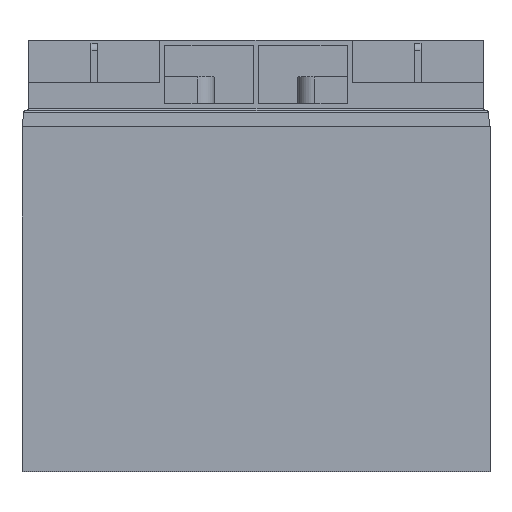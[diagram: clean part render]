
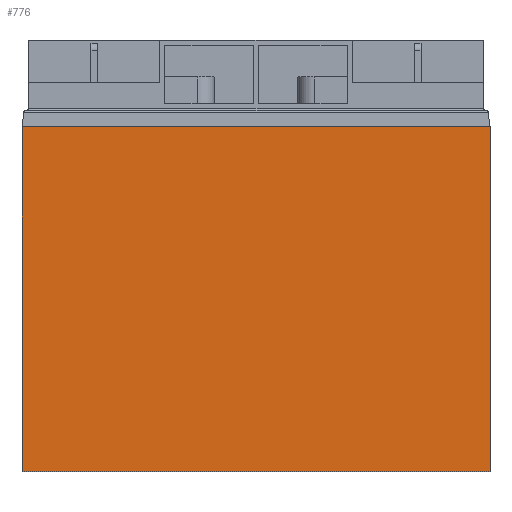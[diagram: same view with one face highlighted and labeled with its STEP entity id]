
A CAD part, top view. The second image highlights one B-rep face of the part: STEP entity #776.
In plain terms, the highlighted planar face has unit normal (0, 0, 1).
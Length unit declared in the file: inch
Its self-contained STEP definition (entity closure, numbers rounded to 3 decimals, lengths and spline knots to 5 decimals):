
#19 = VECTOR ( 'NONE', #41, 39.37008 ) ;
#41 = DIRECTION ( 'NONE',  ( 0., -1., 0. ) ) ;
#152 = VECTOR ( 'NONE', #1439, 39.37008 ) ;
#198 = DIRECTION ( 'NONE',  ( 1., 0., 0. ) ) ;
#331 = VECTOR ( 'NONE', #1260, 39.37008 ) ;
#359 = CARTESIAN_POINT ( 'NONE',  ( -3.565, 2.625, 1.505 ) ) ;
#365 = CARTESIAN_POINT ( 'NONE',  ( 0., 0., 1.505 ) ) ;
#440 = LINE ( 'NONE', #1205, #152 ) ;
#478 = VERTEX_POINT ( 'NONE', #691 ) ;
#498 = DIRECTION ( 'NONE',  ( -1., 0., 0. ) ) ;
#561 = EDGE_CURVE ( 'NONE', #478, #585, #884, .T. ) ;
#585 = VERTEX_POINT ( 'NONE', #1993 ) ;
#672 = EDGE_CURVE ( 'NONE', #2007, #478, #1745, .T. ) ;
#691 = CARTESIAN_POINT ( 'NONE',  ( -3.565, -2.625, 1.505 ) ) ;
#693 = ORIENTED_EDGE ( 'NONE', *, *, #1857, .T. ) ;
#776 = ADVANCED_FACE ( 'NONE', ( #1392 ), #856, .T. ) ;
#849 = CARTESIAN_POINT ( 'NONE',  ( -3.565, 2.625, 1.505 ) ) ;
#856 = PLANE ( 'NONE',  #917 ) ;
#884 = LINE ( 'NONE', #1684, #331 ) ;
#917 = AXIS2_PLACEMENT_3D ( 'NONE', #365, #1326, #198 ) ;
#990 = VERTEX_POINT ( 'NONE', #1889 ) ;
#1097 = EDGE_CURVE ( 'NONE', #585, #990, #440, .T. ) ;
#1205 = CARTESIAN_POINT ( 'NONE',  ( 3.565, 2.625, 1.505 ) ) ;
#1224 = LINE ( 'NONE', #849, #1770 ) ;
#1260 = DIRECTION ( 'NONE',  ( 1., 0., 0. ) ) ;
#1326 = DIRECTION ( 'NONE',  ( 0., 0., 1. ) ) ;
#1392 = FACE_OUTER_BOUND ( 'NONE', #1493, .T. ) ;
#1439 = DIRECTION ( 'NONE',  ( 0., 1., 0. ) ) ;
#1493 = EDGE_LOOP ( 'NONE', ( #1934, #693, #1503, #1588 ) ) ;
#1503 = ORIENTED_EDGE ( 'NONE', *, *, #672, .T. ) ;
#1588 = ORIENTED_EDGE ( 'NONE', *, *, #561, .T. ) ;
#1684 = CARTESIAN_POINT ( 'NONE',  ( -3.565, -2.625, 1.505 ) ) ;
#1745 = LINE ( 'NONE', #359, #19 ) ;
#1770 = VECTOR ( 'NONE', #498, 39.37008 ) ;
#1812 = CARTESIAN_POINT ( 'NONE',  ( -3.565, 2.625, 1.505 ) ) ;
#1857 = EDGE_CURVE ( 'NONE', #990, #2007, #1224, .T. ) ;
#1889 = CARTESIAN_POINT ( 'NONE',  ( 3.565, 2.625, 1.505 ) ) ;
#1934 = ORIENTED_EDGE ( 'NONE', *, *, #1097, .T. ) ;
#1993 = CARTESIAN_POINT ( 'NONE',  ( 3.565, -2.625, 1.505 ) ) ;
#2007 = VERTEX_POINT ( 'NONE', #1812 ) ;
